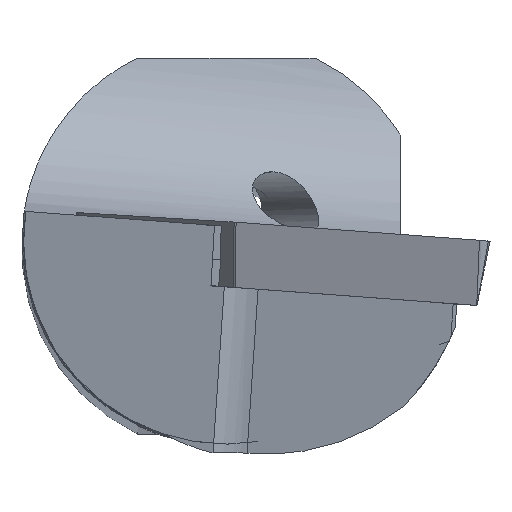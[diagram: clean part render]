
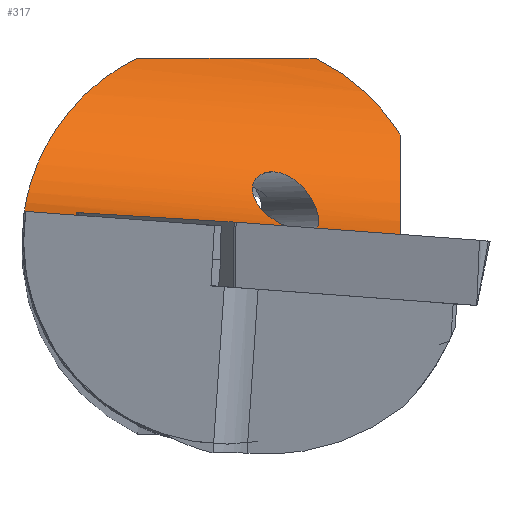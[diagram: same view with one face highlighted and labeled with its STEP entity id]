
A CAD part, top view. The second image highlights one B-rep face of the part: STEP entity #317.
In plain terms, the highlighted cylindrical face has radius 9.551 mm (diameter 19.103 mm), a partial arc.
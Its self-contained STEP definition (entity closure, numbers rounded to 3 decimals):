
#85=ELLIPSE('',#1115,9.921,9.551);
#86=ELLIPSE('',#1116,121.604,9.551);
#109=LINE('',#1602,#182);
#182=VECTOR('',#1235,1.);
#317=ADVANCED_FACE('FACE_PLH_CASE_2',(#419,#420),#375,.F.);
#375=CYLINDRICAL_SURFACE('',#1117,9.551);
#395=B_SPLINE_CURVE_WITH_KNOTS('',3,(#1607,#1608,#1609,#1610),
 .UNSPECIFIED.,.F.,.F.,(4,4),(0.,1.),.UNSPECIFIED.);
#396=B_SPLINE_CURVE_WITH_KNOTS('',3,(#1614,#1615,#1616,#1617,#1618,#1619,
#1620,#1621,#1622,#1623),.UNSPECIFIED.,.F.,.F.,(4,2,2,2,4),(0.,0.25,0.5,
0.75,1.),.UNSPECIFIED.);
#397=B_SPLINE_CURVE_WITH_KNOTS('',3,(#1624,#1625,#1626,#1627,#1628,#1629,
#1630,#1631,#1632,#1633,#1634,#1635,#1636,#1637,#1638,#1639,#1640,#1641,
#1642,#1643,#1644,#1645),.UNSPECIFIED.,.T.,.F.,(2,2,2,2,2,2,2,2,2,2,2,2,
2),(-0.125,0.,0.125,0.25,0.375,
0.5,0.625,0.687,0.719,
0.75,0.875,1.,1.125),.UNSPECIFIED.);
#419=FACE_BOUND('',#451,.T.);
#420=FACE_BOUND('',#452,.T.);
#451=EDGE_LOOP('',(#532,#533,#534,#535,#536));
#452=EDGE_LOOP('',(#537));
#532=ORIENTED_EDGE('',*,*,#937,.F.);
#533=ORIENTED_EDGE('',*,*,#938,.T.);
#534=ORIENTED_EDGE('',*,*,#939,.F.);
#535=ORIENTED_EDGE('',*,*,#940,.T.);
#536=ORIENTED_EDGE('',*,*,#941,.F.);
#537=ORIENTED_EDGE('',*,*,#942,.T.);
#831=VERTEX_POINT('',#1603);
#832=VERTEX_POINT('',#1604);
#833=VERTEX_POINT('',#1606);
#834=VERTEX_POINT('',#1611);
#835=VERTEX_POINT('',#1613);
#836=VERTEX_POINT('',#1646);
#937=EDGE_CURVE('',#831,#832,#109,.T.);
#938=EDGE_CURVE('',#831,#833,#85,.T.);
#939=EDGE_CURVE('',#834,#833,#395,.T.);
#940=EDGE_CURVE('',#834,#835,#86,.T.);
#941=EDGE_CURVE('',#832,#835,#396,.T.);
#942=EDGE_CURVE('MAXEDGE',#836,#836,#397,.T.);
#1115=AXIS2_PLACEMENT_3D('',#1605,#1236,#1237);
#1116=AXIS2_PLACEMENT_3D('',#1612,#1238,#1239);
#1117=AXIS2_PLACEMENT_3D('',#1647,#1240,#1241);
#1235=DIRECTION('',(-0.963,0.079,0.259));
#1236=DIRECTION('',(1.,0.,0.));
#1237=DIRECTION('',(0.,0.29,0.957));
#1238=DIRECTION('',(0.,1.,0.));
#1239=DIRECTION('',(-0.966,0.,0.26));
#1240=DIRECTION('',(-0.963,0.079,0.259));
#1241=DIRECTION('',(0.26,0.,0.966));
#1602=CARTESIAN_POINT('',(459.815,-36.955,109.086));
#1603=CARTESIAN_POINT('',(8.509,-0.134,230.405));
#1604=CARTESIAN_POINT('',(-9.897,1.367,235.353));
#1605=CARTESIAN_POINT('',(8.509,9.448,230.493));
#1606=CARTESIAN_POINT('',(8.509,5.237,221.518));
#1607=CARTESIAN_POINT('',(4.339,9.,221.742));
#1608=CARTESIAN_POINT('',(6.038,8.181,221.328));
#1609=CARTESIAN_POINT('',(7.528,6.831,221.051));
#1610=CARTESIAN_POINT('',(8.509,5.237,221.518));
#1611=CARTESIAN_POINT('',(4.339,9.,221.742));
#1612=CARTESIAN_POINT('',(13.999,9.,229.017));
#1613=CARTESIAN_POINT('',(-4.339,9.,224.147));
#1614=CARTESIAN_POINT('',(-9.897,1.367,235.353));
#1615=CARTESIAN_POINT('',(-9.899,1.351,233.999));
#1616=CARTESIAN_POINT('',(-9.874,1.602,232.668));
#1617=CARTESIAN_POINT('',(-9.666,2.576,230.173));
#1618=CARTESIAN_POINT('',(-9.475,3.301,229.026));
#1619=CARTESIAN_POINT('',(-8.714,4.973,227.085));
#1620=CARTESIAN_POINT('',(-8.129,5.927,226.283));
#1621=CARTESIAN_POINT('',(-6.527,7.656,225.025));
#1622=CARTESIAN_POINT('',(-5.502,8.439,224.552));
#1623=CARTESIAN_POINT('',(-4.339,9.,224.147));
#1624=CARTESIAN_POINT('',(1.635,1.633,227.317));
#1625=CARTESIAN_POINT('',(1.27,2.285,226.428));
#1626=CARTESIAN_POINT('',(1.185,2.667,225.968));
#1627=CARTESIAN_POINT('',(1.566,3.344,225.093));
#1628=CARTESIAN_POINT('',(2.138,3.538,224.73));
#1629=CARTESIAN_POINT('',(3.253,3.191,224.673));
#1630=CARTESIAN_POINT('',(3.684,2.785,224.922));
#1631=CARTESIAN_POINT('',(4.237,2.045,225.63));
#1632=CARTESIAN_POINT('',(4.383,1.698,226.086));
#1633=CARTESIAN_POINT('',(4.534,1.126,227.069));
#1634=CARTESIAN_POINT('',(4.546,0.89,227.607));
#1635=CARTESIAN_POINT('',(4.431,0.633,228.428));
#1636=CARTESIAN_POINT('',(4.379,0.56,228.713));
#1637=CARTESIAN_POINT('',(4.163,0.499,229.087));
#1638=CARTESIAN_POINT('',(4.056,0.488,229.201));
#1639=CARTESIAN_POINT('',(3.772,0.511,229.276));
#1640=CARTESIAN_POINT('',(3.625,0.541,229.239));
#1641=CARTESIAN_POINT('',(2.975,0.706,228.963));
#1642=CARTESIAN_POINT('',(2.597,0.897,228.54));
#1643=CARTESIAN_POINT('',(1.919,1.357,227.741));
#1644=CARTESIAN_POINT('',(1.635,1.633,227.317));
#1645=CARTESIAN_POINT('',(1.27,2.285,226.428));
#1646=CARTESIAN_POINT('',(1.452,1.959,226.872));
#1647=CARTESIAN_POINT('',(460.562,-27.433,108.972));
